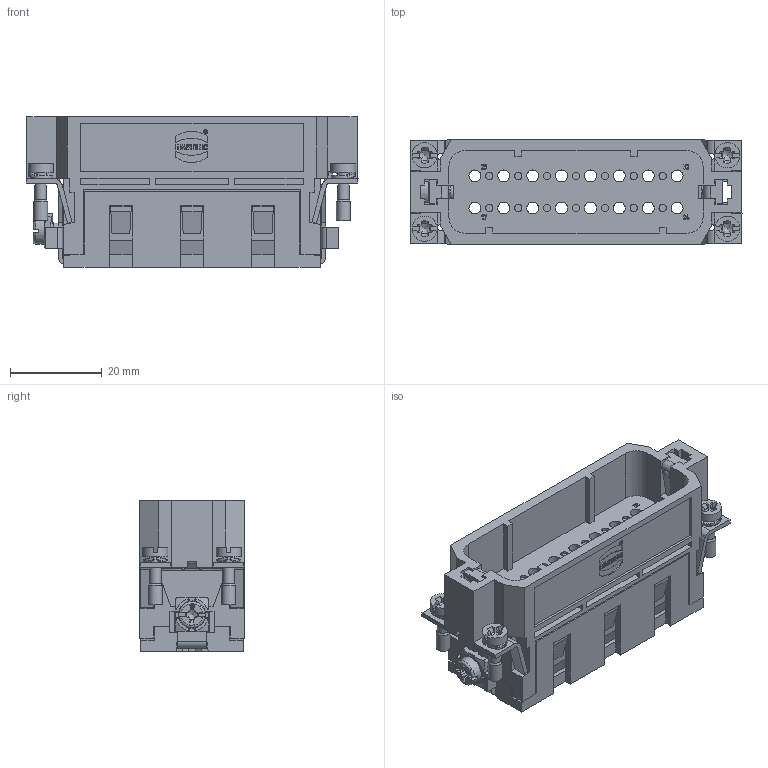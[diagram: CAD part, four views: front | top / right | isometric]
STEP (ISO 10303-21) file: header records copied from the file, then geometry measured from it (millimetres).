
FILE_DESCRIPTION(/* description */ (''),/* implementation_level */ '2;1');
FILE_NAME(/* name */ '100525731ugm000_b.stp',/* time_stamp */ '2017-10-27T13:57:39+02:00',/* author */ (''),/* organization */ (''),/* preprocessor_version */ 'ST-DEVELOPER v16',/* originating_system */ 'SIEMENS PLM Software NX 10.0',/* authorisation */ '');
FILE_SCHEMA (('AUTOMOTIVE_DESIGN { 1 0 10303 214 3 1 1 1 }'));
Length unit declared in the file: millimetre
Products named in the file (1): 100525731ugm000_b
Bounding box: 72.4 x 22.8 x 32.9 mm (x, y, z)
Volume: 22467.8 mm3; surface area: 26624.6 mm2
Topology: 13 solids, 13 shells, 1282 faces, 3635 edges, 2555 vertices
Faces by surface type: plane 841, cylinder 227, bspline 131, cone 55, extrusion 24, sphere 4
Full cylindrical faces by diameter (mm): 0.4 x2, 0.77 x1, 0.91 x1, 1.6 x18, 1.8 x4, 2 x4, 2.2 x7, 2.5 x4, 2.57 x4, 2.6 x16, 2.85 x2, 3 x5, 3.5 x1, 3.86 x2, 4.8 x16, 5.5 x4
Entity records: 44474 total; most frequent: CARTESIAN_POINT 11660, ORIENTED_EDGE 6742, DIRECTION 6017, EDGE_CURVE 3371, VERTEX_POINT 2307, VECTOR 2207, LINE 2183, AXIS2_PLACEMENT_3D 1905
